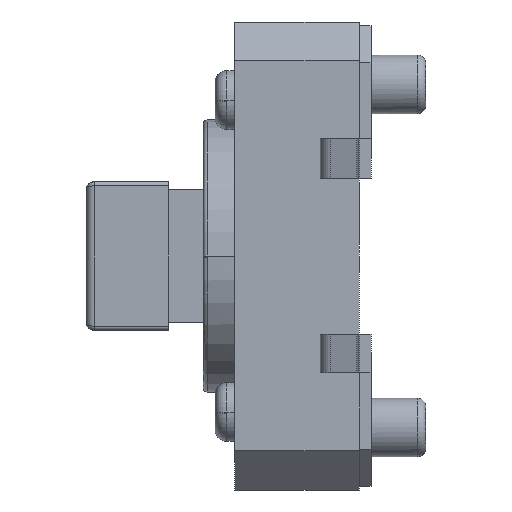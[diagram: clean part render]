
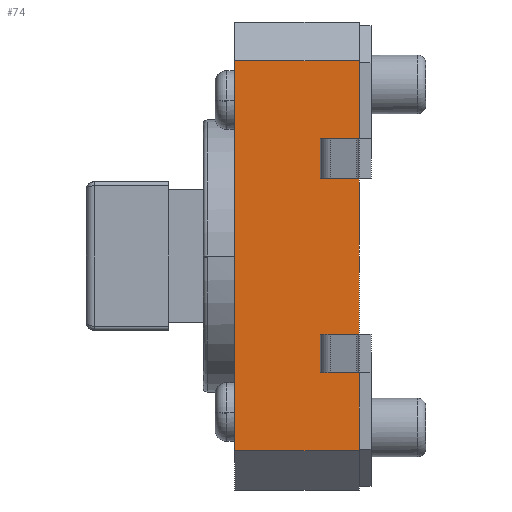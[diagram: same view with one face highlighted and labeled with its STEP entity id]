
A CAD part, left-side view. The second image highlights one B-rep face of the part: STEP entity #74.
In plain terms, the highlighted planar face has unit normal (-1, 0, 0).
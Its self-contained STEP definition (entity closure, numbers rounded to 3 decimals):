
#74=ADVANCED_FACE('',(#825,#826,#827),#828,.T.);
#825=FACE_OUTER_BOUND('',#2260,.T.);
#826=FACE_BOUND('',#2261,.T.);
#827=FACE_BOUND('',#2262,.T.);
#828=PLANE('',#2263);
#2260=EDGE_LOOP('',(#4512,#4513,#4514,#4515));
#2261=EDGE_LOOP('',(#4516,#4517,#4518,#4519));
#2262=EDGE_LOOP('',(#4520,#4521,#4522,#4523));
#2263=AXIS2_PLACEMENT_3D('',#4524,#4525,#4526);
#4512=ORIENTED_EDGE('',*,*,#10341,.T.);
#4513=ORIENTED_EDGE('',*,*,#10330,.T.);
#4514=ORIENTED_EDGE('',*,*,#10326,.T.);
#4515=ORIENTED_EDGE('',*,*,#9804,.F.);
#4516=ORIENTED_EDGE('',*,*,#10342,.F.);
#4517=ORIENTED_EDGE('',*,*,#10343,.T.);
#4518=ORIENTED_EDGE('',*,*,#10344,.T.);
#4519=ORIENTED_EDGE('',*,*,#10345,.F.);
#4520=ORIENTED_EDGE('',*,*,#10346,.F.);
#4521=ORIENTED_EDGE('',*,*,#10347,.F.);
#4522=ORIENTED_EDGE('',*,*,#10348,.T.);
#4523=ORIENTED_EDGE('',*,*,#10349,.T.);
#4524=CARTESIAN_POINT('',(-6.0,3.5,-6.0));
#4525=DIRECTION('',(-1.0,0.0,0.0));
#4526=DIRECTION('',(0.0,0.0,1.0));
#9804=EDGE_CURVE('',#11806,#11808,#11809,.T.);
#10326=EDGE_CURVE('',#12848,#11808,#12849,.T.);
#10330=EDGE_CURVE('',#12855,#12848,#12856,.T.);
#10341=EDGE_CURVE('',#11806,#12855,#12873,.T.);
#10342=EDGE_CURVE('',#12874,#12875,#12876,.T.);
#10343=EDGE_CURVE('',#12874,#12877,#12878,.T.);
#10344=EDGE_CURVE('',#12877,#12879,#12880,.T.);
#10345=EDGE_CURVE('',#12875,#12879,#12881,.T.);
#10346=EDGE_CURVE('',#12882,#12883,#12884,.T.);
#10347=EDGE_CURVE('',#12885,#12882,#12886,.T.);
#10348=EDGE_CURVE('',#12885,#12887,#12888,.T.);
#10349=EDGE_CURVE('',#12887,#12883,#12889,.T.);
#11806=VERTEX_POINT('',#15023);
#11808=VERTEX_POINT('',#15026);
#11809=LINE('',#15027,#15028);
#12848=VERTEX_POINT('',#16576);
#12849=LINE('',#16577,#16578);
#12855=VERTEX_POINT('',#16587);
#12856=LINE('',#16588,#16589);
#12873=LINE('',#16616,#16617);
#12874=VERTEX_POINT('',#16618);
#12875=VERTEX_POINT('',#16619);
#12876=LINE('',#16620,#16621);
#12877=VERTEX_POINT('',#16622);
#12878=LINE('',#16623,#16624);
#12879=VERTEX_POINT('',#16625);
#12880=LINE('',#16626,#16627);
#12881=LINE('',#16628,#16629);
#12882=VERTEX_POINT('',#16630);
#12883=VERTEX_POINT('',#16631);
#12884=LINE('',#16632,#16633);
#12885=VERTEX_POINT('',#16634);
#12886=LINE('',#16635,#16636);
#12887=VERTEX_POINT('',#16637);
#12888=LINE('',#16638,#16639);
#12889=LINE('',#16640,#16641);
#15023=CARTESIAN_POINT('',(-6.0,0.3,5.0));
#15026=CARTESIAN_POINT('',(-6.0,0.3,-5.0));
#15027=CARTESIAN_POINT('',(-6.0,0.3,5.0));
#15028=VECTOR('',#20068,10.0);
#16576=CARTESIAN_POINT('',(-6.0,3.5,-5.0));
#16577=CARTESIAN_POINT('',(-6.0,3.5,-5.0));
#16578=VECTOR('',#20614,3.2);
#16587=CARTESIAN_POINT('',(-6.0,3.5,5.0));
#16588=CARTESIAN_POINT('',(-6.0,3.5,5.0));
#16589=VECTOR('',#20618,10.0);
#16616=CARTESIAN_POINT('',(-6.0,0.3,5.0));
#16617=VECTOR('',#20629,3.2);
#16618=CARTESIAN_POINT('',(-6.0,1.302,3.0));
#16619=CARTESIAN_POINT('',(-6.0,1.302,2.0));
#16620=CARTESIAN_POINT('',(-6.0,1.302,3.0));
#16621=VECTOR('',#20630,1.0);
#16622=CARTESIAN_POINT('',(-6.0,1.002,3.0));
#16623=CARTESIAN_POINT('',(-6.0,1.302,3.0));
#16624=VECTOR('',#20631,0.3);
#16625=CARTESIAN_POINT('',(-6.0,1.002,2.0));
#16626=CARTESIAN_POINT('',(-6.0,1.002,3.0));
#16627=VECTOR('',#20632,1.0);
#16628=CARTESIAN_POINT('',(-6.0,1.302,2.0));
#16629=VECTOR('',#20633,0.3);
#16630=CARTESIAN_POINT('',(-6.0,1.002,-3.0));
#16631=CARTESIAN_POINT('',(-6.0,1.002,-2.0));
#16632=CARTESIAN_POINT('',(-6.0,1.002,-3.0));
#16633=VECTOR('',#20634,1.0);
#16634=CARTESIAN_POINT('',(-6.0,1.302,-3.0));
#16635=CARTESIAN_POINT('',(-6.0,1.302,-3.0));
#16636=VECTOR('',#20635,0.3);
#16637=CARTESIAN_POINT('',(-6.0,1.302,-2.0));
#16638=CARTESIAN_POINT('',(-6.0,1.302,-3.0));
#16639=VECTOR('',#20636,1.0);
#16640=CARTESIAN_POINT('',(-6.0,1.302,-2.0));
#16641=VECTOR('',#20637,0.3);
#20068=DIRECTION('',(0.0,0.0,-1.0));
#20614=DIRECTION('',(0.0,-1.0,0.0));
#20618=DIRECTION('',(0.0,0.0,-1.0));
#20629=DIRECTION('',(0.0,1.0,0.0));
#20630=DIRECTION('',(0.0,0.0,-1.0));
#20631=DIRECTION('',(0.0,-1.0,0.0));
#20632=DIRECTION('',(0.0,0.0,-1.0));
#20633=DIRECTION('',(0.0,-1.0,0.0));
#20634=DIRECTION('',(0.0,0.0,1.0));
#20635=DIRECTION('',(0.0,-1.0,0.0));
#20636=DIRECTION('',(0.0,0.0,1.0));
#20637=DIRECTION('',(0.0,-1.0,0.0));
